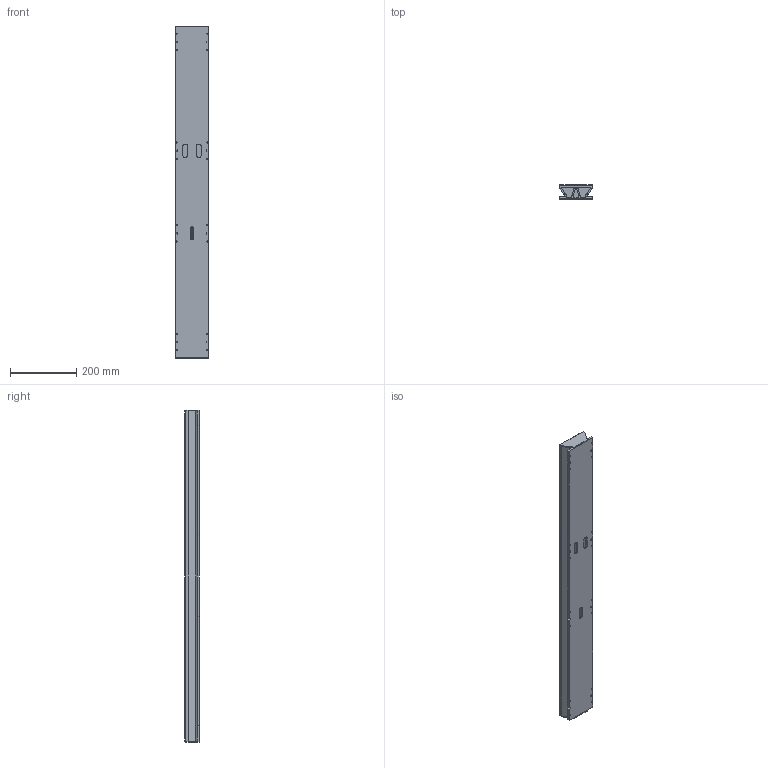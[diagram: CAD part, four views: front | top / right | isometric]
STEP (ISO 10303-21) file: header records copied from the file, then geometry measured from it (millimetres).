
FILE_DESCRIPTION (( 'STEP AP214' ), '1' );
FILE_NAME ('S22100T1000.STEP', '2019-08-23T19:38:04', ( '' ), ( '' ), 'SwSTEP 2.0', 'SolidWorks 2019', '' );
FILE_SCHEMA (( 'AUTOMOTIVE_DESIGN' ));
Length unit declared in the file: inch
Products named in the file (1): S22100T1000
Bounding box: 99.87 x 42.85 x 1005.99 mm (x, y, z)
Volume: 1958622.2 mm3; surface area: 845910.6 mm2
Topology: 11 solids, 11 shells, 275 faces, 747 edges, 498 vertices
Faces by surface type: plane 161, cylinder 114
Entity records: 12586 total; most frequent: CARTESIAN_POINT 1617, DIRECTION 1511, ORIENTED_EDGE 1494, EDGE_CURVE 747, VECTOR 511, LINE 511, AXIS2_PLACEMENT_3D 500, VERTEX_POINT 498
